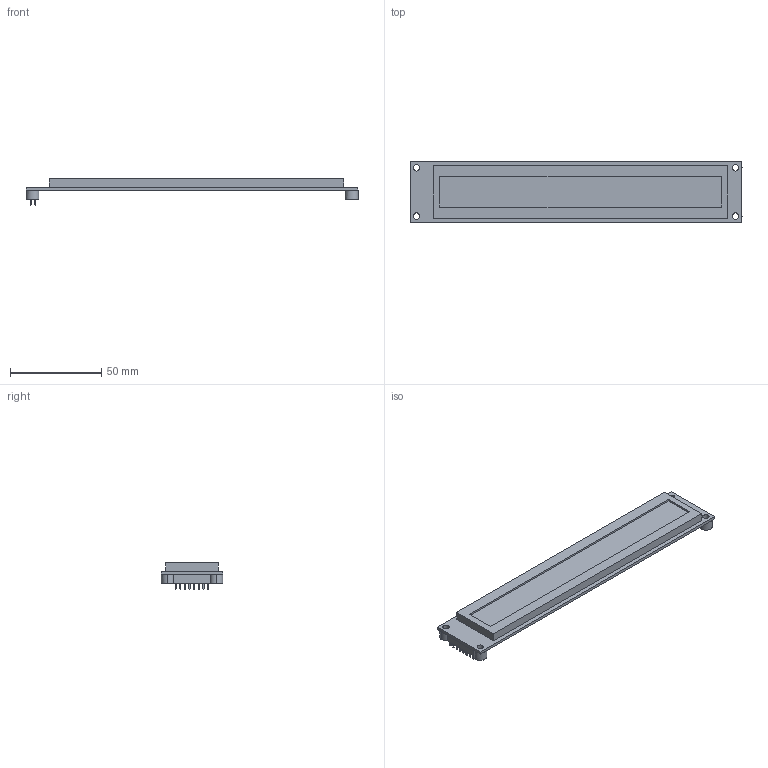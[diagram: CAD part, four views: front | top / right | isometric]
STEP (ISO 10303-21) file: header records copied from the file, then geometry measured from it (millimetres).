
FILE_DESCRIPTION (( 'STEP AP214' ), '1' );
FILE_NAME ('WH4002.STEP', '2022-01-14T07:57:14', ( '' ), ( '' ), 'SwSTEP 2.0', 'SolidWorks 2019', '' );
FILE_SCHEMA (( 'AUTOMOTIVE_DESIGN' ));
Length unit declared in the file: millimetre
Products named in the file (1): WH4002
Bounding box: 182.1 x 33.6 x 14.5 mm (x, y, z)
Volume: 30185.5 mm3; surface area: 15979.1 mm2
Topology: 1 solids, 1 shells, 200 faces, 460 edges, 280 vertices
Faces by surface type: plane 182, cylinder 18
Entity records: 7330 total; most frequent: CARTESIAN_POINT 941, ORIENTED_EDGE 920, DIRECTION 914, EDGE_CURVE 460, LINE 408, VECTOR 408, VERTEX_POINT 280, AXIS2_PLACEMENT_3D 253
